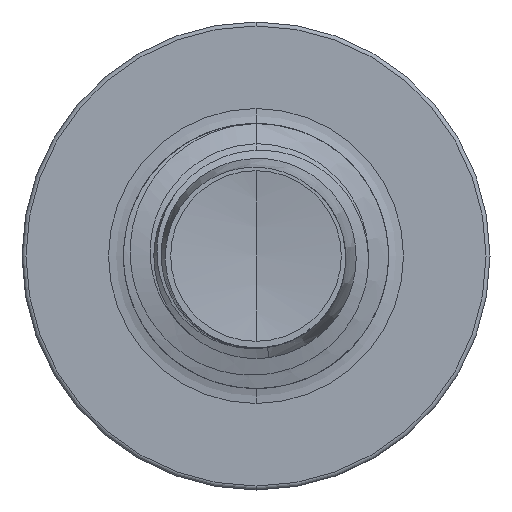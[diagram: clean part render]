
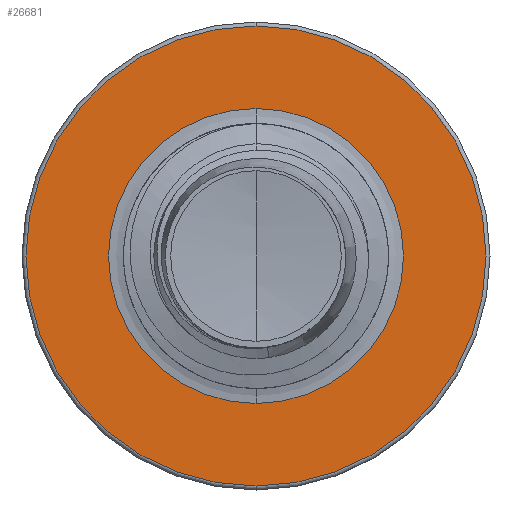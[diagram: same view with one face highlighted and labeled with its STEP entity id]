
A CAD part, front view. The second image highlights one B-rep face of the part: STEP entity #26681.
In plain terms, the highlighted planar face has unit normal (0, -1, 0).
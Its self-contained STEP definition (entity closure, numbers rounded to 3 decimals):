
#187 = DIRECTION ( 'NONE',  ( 0., 0., 1. ) ) ;
#890 = CARTESIAN_POINT ( 'NONE',  ( 0., 17.5, -1.67 ) ) ;
#1604 = CARTESIAN_POINT ( 'NONE',  ( 0., 17.5, -1.67 ) ) ;
#1644 = CARTESIAN_POINT ( 'NONE',  ( 0., 17.5, 2.605 ) ) ;
#2285 = DIRECTION ( 'NONE',  ( 0., 1., 0. ) ) ;
#2308 = CIRCLE ( 'NONE', #3256, 1.67 ) ;
#2678 = VERTEX_POINT ( 'NONE', #1644 ) ;
#3256 = AXIS2_PLACEMENT_3D ( 'NONE', #8663, #27654, #11587 ) ;
#5362 = ORIENTED_EDGE ( 'NONE', *, *, #8968, .F. ) ;
#6257 = VERTEX_POINT ( 'NONE', #10213 ) ;
#8258 = DIRECTION ( 'NONE',  ( 0., 0., 1. ) ) ;
#8663 = CARTESIAN_POINT ( 'NONE',  ( 0., 17.5, 0. ) ) ;
#8968 = EDGE_CURVE ( 'NONE', #6257, #2678, #25615, .T. ) ;
#10213 = CARTESIAN_POINT ( 'NONE',  ( 0., 17.5, -2.605 ) ) ;
#10994 = VERTEX_POINT ( 'NONE', #890 ) ;
#11269 = VERTEX_POINT ( 'NONE', #35905 ) ;
#11587 = DIRECTION ( 'NONE',  ( 0., 0., 1. ) ) ;
#11986 = CIRCLE ( 'NONE', #28158, 2.605 ) ;
#17651 = DIRECTION ( 'NONE',  ( 0., 0., 1. ) ) ;
#17695 = DIRECTION ( 'NONE',  ( 0., 1., 0. ) ) ;
#17707 = DIRECTION ( 'NONE',  ( 0., 1., 0. ) ) ;
#17723 = CARTESIAN_POINT ( 'NONE',  ( 0., 17.5, 0. ) ) ;
#17971 = AXIS2_PLACEMENT_3D ( 'NONE', #19420, #2285, #22101 ) ;
#18419 = EDGE_LOOP ( 'NONE', ( #30613, #27492 ) ) ;
#18963 = EDGE_CURVE ( 'NONE', #11269, #10994, #2308, .T. ) ;
#19420 = CARTESIAN_POINT ( 'NONE',  ( 0., 17.5, 0. ) ) ;
#22076 = EDGE_CURVE ( 'NONE', #10994, #11269, #35965, .T. ) ;
#22101 = DIRECTION ( 'NONE',  ( 0., 0., 1. ) ) ;
#23415 = FACE_OUTER_BOUND ( 'NONE', #31721, .T. ) ;
#24666 = DIRECTION ( 'NONE',  ( 0., 1., 0. ) ) ;
#25615 = CIRCLE ( 'NONE', #27870, 2.605 ) ;
#26681 = ADVANCED_FACE ( 'NONE', ( #23415, #29547 ), #34362, .F. ) ;
#27464 = ORIENTED_EDGE ( 'NONE', *, *, #32398, .F. ) ;
#27492 = ORIENTED_EDGE ( 'NONE', *, *, #22076, .T. ) ;
#27654 = DIRECTION ( 'NONE',  ( 0., 1., 0. ) ) ;
#27870 = AXIS2_PLACEMENT_3D ( 'NONE', #17723, #17695, #17651 ) ;
#28158 = AXIS2_PLACEMENT_3D ( 'NONE', #33533, #17707, #187 ) ;
#29547 = FACE_BOUND ( 'NONE', #18419, .T. ) ;
#30613 = ORIENTED_EDGE ( 'NONE', *, *, #18963, .T. ) ;
#31721 = EDGE_LOOP ( 'NONE', ( #27464, #5362 ) ) ;
#31856 = AXIS2_PLACEMENT_3D ( 'NONE', #1604, #24666, #8258 ) ;
#32398 = EDGE_CURVE ( 'NONE', #2678, #6257, #11986, .T. ) ;
#33533 = CARTESIAN_POINT ( 'NONE',  ( 0., 17.5, 0. ) ) ;
#34362 = PLANE ( 'NONE',  #31856 ) ;
#35905 = CARTESIAN_POINT ( 'NONE',  ( 0., 17.5, 1.67 ) ) ;
#35965 = CIRCLE ( 'NONE', #17971, 1.67 ) ;
